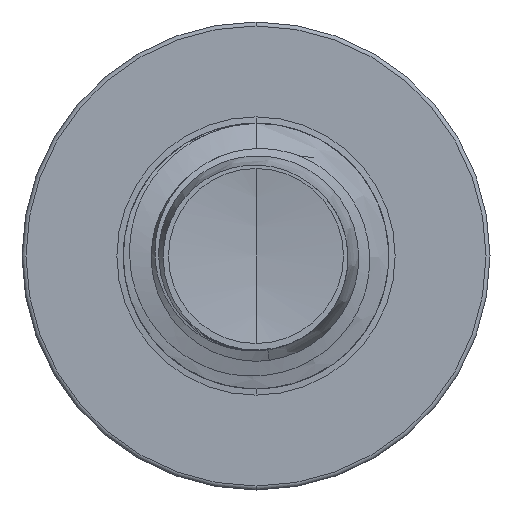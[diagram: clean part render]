
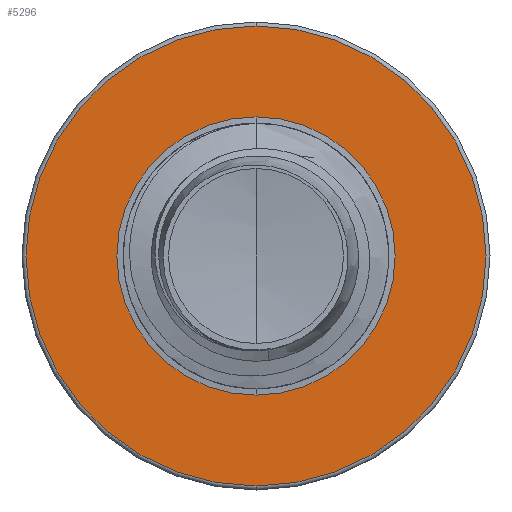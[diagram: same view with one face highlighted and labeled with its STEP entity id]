
A CAD part, front view. The second image highlights one B-rep face of the part: STEP entity #5296.
In plain terms, the highlighted planar face has unit normal (0, -1, 0).
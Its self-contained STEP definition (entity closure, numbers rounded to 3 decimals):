
#309 = CARTESIAN_POINT ( 'NONE',  ( 0., 27.5, -4.192 ) ) ;
#1050 = ORIENTED_EDGE ( 'NONE', *, *, #23448, .T. ) ;
#2490 = AXIS2_PLACEMENT_3D ( 'NONE', #28626, #11876, #31423 ) ;
#3398 = AXIS2_PLACEMENT_3D ( 'NONE', #21338, #4425, #24132 ) ;
#4425 = DIRECTION ( 'NONE',  ( 0., 1., 0. ) ) ;
#4559 = CARTESIAN_POINT ( 'NONE',  ( 0., 27.5, -4.192 ) ) ;
#5296 = ADVANCED_FACE ( 'NONE', ( #19166, #26575 ), #18659, .F. ) ;
#7420 = DIRECTION ( 'NONE',  ( 0., 1., 0. ) ) ;
#7757 = ORIENTED_EDGE ( 'NONE', *, *, #23232, .F. ) ;
#7890 = ORIENTED_EDGE ( 'NONE', *, *, #29351, .T. ) ;
#8618 = EDGE_LOOP ( 'NONE', ( #7757, #29286 ) ) ;
#8973 = DIRECTION ( 'NONE',  ( 0., 1., 0. ) ) ;
#11148 = CIRCLE ( 'NONE', #3398, 4.192 ) ;
#11215 = AXIS2_PLACEMENT_3D ( 'NONE', #4559, #7420, #27041 ) ;
#11282 = AXIS2_PLACEMENT_3D ( 'NONE', #25793, #8973, #28591 ) ;
#11710 = CARTESIAN_POINT ( 'NONE',  ( 0., 27.5, 0. ) ) ;
#11876 = DIRECTION ( 'NONE',  ( 0., 1., 0. ) ) ;
#12615 = VERTEX_POINT ( 'NONE', #34047 ) ;
#14151 = EDGE_LOOP ( 'NONE', ( #7890, #1050 ) ) ;
#14590 = DIRECTION ( 'NONE',  ( 0., 0., 1. ) ) ;
#17713 = CIRCLE ( 'NONE', #11282, 6.93 ) ;
#18659 = PLANE ( 'NONE',  #11215 ) ;
#19166 = FACE_OUTER_BOUND ( 'NONE', #8618, .T. ) ;
#21338 = CARTESIAN_POINT ( 'NONE',  ( 0., 27.5, 0. ) ) ;
#21452 = VERTEX_POINT ( 'NONE', #309 ) ;
#22011 = CARTESIAN_POINT ( 'NONE',  ( 0., 27.5, 6.93 ) ) ;
#23232 = EDGE_CURVE ( 'NONE', #27147, #12615, #32573, .T. ) ;
#23448 = EDGE_CURVE ( 'NONE', #21452, #34090, #11148, .T. ) ;
#24132 = DIRECTION ( 'NONE',  ( 0., 0., 1. ) ) ;
#25793 = CARTESIAN_POINT ( 'NONE',  ( 0., 27.5, 0. ) ) ;
#26575 = FACE_BOUND ( 'NONE', #14151, .T. ) ;
#27041 = DIRECTION ( 'NONE',  ( 0., 0., 1. ) ) ;
#27147 = VERTEX_POINT ( 'NONE', #22011 ) ;
#28591 = DIRECTION ( 'NONE',  ( 0., 0., 1. ) ) ;
#28626 = CARTESIAN_POINT ( 'NONE',  ( 0., 27.5, 0. ) ) ;
#29286 = ORIENTED_EDGE ( 'NONE', *, *, #29402, .F. ) ;
#29351 = EDGE_CURVE ( 'NONE', #34090, #21452, #34240, .T. ) ;
#29402 = EDGE_CURVE ( 'NONE', #12615, #27147, #17713, .T. ) ;
#31272 = DIRECTION ( 'NONE',  ( 0., 1., 0. ) ) ;
#31423 = DIRECTION ( 'NONE',  ( 0., 0., 1. ) ) ;
#32573 = CIRCLE ( 'NONE', #2490, 6.93 ) ;
#34047 = CARTESIAN_POINT ( 'NONE',  ( 0., 27.5, -6.93 ) ) ;
#34090 = VERTEX_POINT ( 'NONE', #34626 ) ;
#34240 = CIRCLE ( 'NONE', #36252, 4.192 ) ;
#34626 = CARTESIAN_POINT ( 'NONE',  ( 0., 27.5, 4.192 ) ) ;
#36252 = AXIS2_PLACEMENT_3D ( 'NONE', #11710, #31272, #14590 ) ;
